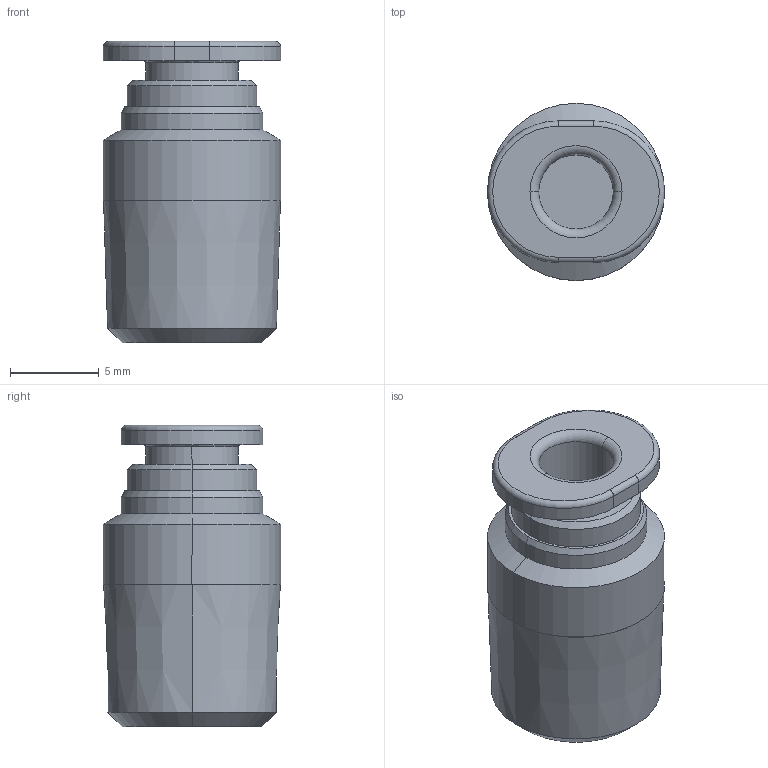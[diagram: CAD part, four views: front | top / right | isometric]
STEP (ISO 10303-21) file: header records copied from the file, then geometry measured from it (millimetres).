
FILE_DESCRIPTION((''),'2;1');
FILE_NAME('POC0401C-mdt.stp','2017-07-24T15:08:29',(''),(''),'Mechanical Desktop 2009','Mechanical Desktop 2009',', , ');
FILE_SCHEMA(('CONFIG_CONTROL_DESIGN'));
Length unit declared in the file: millimetre
Products named in the file (3): POC0401C-MDTA; POC0401C-MDT; COLLAR-C04C
Assembly tree (3 placements, depth 2):
  POC0401C-MDTA
    POC0401C-MDT
    COLLAR-C04C  x2
Bounding box: 10 x 10 x 17 mm (x, y, z)
Volume: 932.8 mm3; surface area: 855.2 mm2
Topology: 1 solids, 1 shells, 39 faces, 78 edges, 46 vertices
Faces by surface type: cylinder 14, cone 10, plane 9, torus 4, bspline 2
Entity records: 1227 total; most frequent: CARTESIAN_POINT 255, DIRECTION 208, ORIENTED_EDGE 156, AXIS2_PLACEMENT_3D 89, EDGE_CURVE 78, CIRCLE 48, VERTEX_POINT 46, EDGE_LOOP 44
